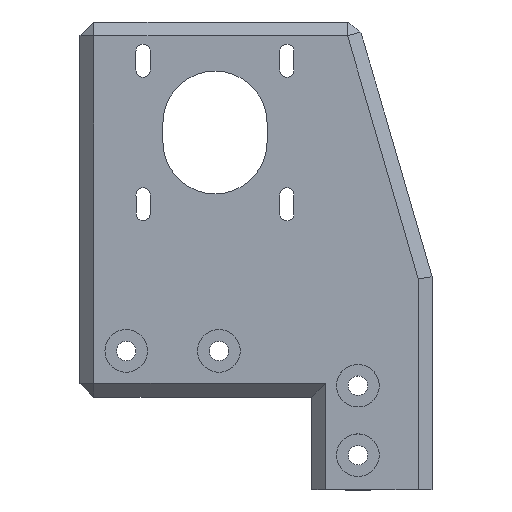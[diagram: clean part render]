
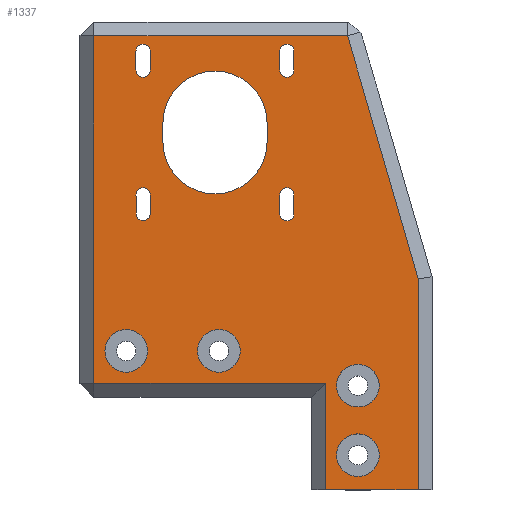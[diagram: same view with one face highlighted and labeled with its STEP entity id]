
A CAD part, top view. The second image highlights one B-rep face of the part: STEP entity #1337.
In plain terms, the highlighted planar face has unit normal (0, 0, 1).
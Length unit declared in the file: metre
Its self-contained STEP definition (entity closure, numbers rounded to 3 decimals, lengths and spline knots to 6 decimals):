
#20=CIRCLE('',#1393,0.00155);
#22=CIRCLE('',#1397,0.00155);
#24=CIRCLE('',#1401,0.00155);
#26=CIRCLE('',#1404,0.01125);
#28=CIRCLE('',#1408,0.01125);
#30=CIRCLE('',#1411,0.00155);
#32=CIRCLE('',#1415,0.00155);
#34=CIRCLE('',#1418,0.00155);
#36=CIRCLE('',#1422,0.00155);
#38=CIRCLE('',#1425,0.00155);
#50=CIRCLE('',#1456,0.0046);
#51=CIRCLE('',#1457,0.0046);
#52=CIRCLE('',#1458,0.0046);
#53=CIRCLE('',#1459,0.0046);
#243=ORIENTED_EDGE('',*,*,#571,.T.);
#244=ORIENTED_EDGE('',*,*,#572,.T.);
#245=ORIENTED_EDGE('',*,*,#573,.T.);
#246=ORIENTED_EDGE('',*,*,#574,.T.);
#247=ORIENTED_EDGE('',*,*,#554,.F.);
#248=ORIENTED_EDGE('',*,*,#575,.F.);
#249=ORIENTED_EDGE('',*,*,#576,.F.);
#250=ORIENTED_EDGE('',*,*,#577,.F.);
#251=ORIENTED_EDGE('',*,*,#578,.F.);
#252=ORIENTED_EDGE('',*,*,#579,.F.);
#253=ORIENTED_EDGE('',*,*,#580,.F.);
#254=ORIENTED_EDGE('',*,*,#483,.T.);
#255=ORIENTED_EDGE('',*,*,#500,.T.);
#256=ORIENTED_EDGE('',*,*,#489,.T.);
#257=ORIENTED_EDGE('',*,*,#487,.F.);
#258=ORIENTED_EDGE('',*,*,#473,.T.);
#259=ORIENTED_EDGE('',*,*,#498,.T.);
#260=ORIENTED_EDGE('',*,*,#479,.T.);
#261=ORIENTED_EDGE('',*,*,#477,.F.);
#262=ORIENTED_EDGE('',*,*,#463,.T.);
#263=ORIENTED_EDGE('',*,*,#496,.T.);
#264=ORIENTED_EDGE('',*,*,#469,.T.);
#265=ORIENTED_EDGE('',*,*,#467,.F.);
#266=ORIENTED_EDGE('',*,*,#453,.T.);
#267=ORIENTED_EDGE('',*,*,#495,.F.);
#268=ORIENTED_EDGE('',*,*,#459,.T.);
#269=ORIENTED_EDGE('',*,*,#457,.F.);
#270=ORIENTED_EDGE('',*,*,#443,.T.);
#271=ORIENTED_EDGE('',*,*,#492,.T.);
#272=ORIENTED_EDGE('',*,*,#450,.F.);
#273=ORIENTED_EDGE('',*,*,#446,.T.);
#443=EDGE_CURVE('',#625,#623,#747,.T.);
#446=EDGE_CURVE('',#627,#625,#20,.T.);
#450=EDGE_CURVE('',#627,#630,#752,.T.);
#453=EDGE_CURVE('',#633,#631,#22,.T.);
#457=EDGE_CURVE('',#633,#636,#757,.T.);
#459=EDGE_CURVE('',#637,#636,#24,.T.);
#463=EDGE_CURVE('',#641,#639,#26,.T.);
#467=EDGE_CURVE('',#641,#644,#763,.T.);
#469=EDGE_CURVE('',#645,#644,#28,.T.);
#473=EDGE_CURVE('',#649,#647,#30,.T.);
#477=EDGE_CURVE('',#649,#652,#769,.T.);
#479=EDGE_CURVE('',#653,#652,#32,.T.);
#483=EDGE_CURVE('',#657,#655,#34,.T.);
#487=EDGE_CURVE('',#657,#660,#775,.T.);
#489=EDGE_CURVE('',#661,#660,#36,.T.);
#492=EDGE_CURVE('',#623,#630,#38,.T.);
#495=EDGE_CURVE('',#637,#631,#779,.T.);
#496=EDGE_CURVE('',#639,#645,#780,.T.);
#498=EDGE_CURVE('',#647,#653,#782,.T.);
#500=EDGE_CURVE('',#655,#661,#784,.T.);
#554=EDGE_CURVE('',#711,#712,#828,.T.);
#571=EDGE_CURVE('',#722,#722,#50,.T.);
#572=EDGE_CURVE('',#723,#723,#51,.T.);
#573=EDGE_CURVE('',#724,#724,#52,.T.);
#574=EDGE_CURVE('',#725,#725,#53,.T.);
#575=EDGE_CURVE('',#726,#711,#845,.T.);
#576=EDGE_CURVE('',#727,#726,#846,.T.);
#577=EDGE_CURVE('',#728,#727,#847,.T.);
#578=EDGE_CURVE('',#729,#728,#848,.T.);
#579=EDGE_CURVE('',#730,#729,#849,.T.);
#580=EDGE_CURVE('',#712,#730,#850,.T.);
#623=VERTEX_POINT('',#1882);
#625=VERTEX_POINT('',#1885);
#627=VERTEX_POINT('',#1891);
#630=VERTEX_POINT('',#1899);
#631=VERTEX_POINT('',#1903);
#633=VERTEX_POINT('',#1906);
#636=VERTEX_POINT('',#1914);
#637=VERTEX_POINT('',#1918);
#639=VERTEX_POINT('',#1924);
#641=VERTEX_POINT('',#1927);
#644=VERTEX_POINT('',#1935);
#645=VERTEX_POINT('',#1939);
#647=VERTEX_POINT('',#1945);
#649=VERTEX_POINT('',#1948);
#652=VERTEX_POINT('',#1956);
#653=VERTEX_POINT('',#1960);
#655=VERTEX_POINT('',#1966);
#657=VERTEX_POINT('',#1969);
#660=VERTEX_POINT('',#1977);
#661=VERTEX_POINT('',#1981);
#711=VERTEX_POINT('',#2110);
#712=VERTEX_POINT('',#2112);
#722=VERTEX_POINT('',#2144);
#723=VERTEX_POINT('',#2146);
#724=VERTEX_POINT('',#2148);
#725=VERTEX_POINT('',#2150);
#726=VERTEX_POINT('',#2152);
#727=VERTEX_POINT('',#2154);
#728=VERTEX_POINT('',#2156);
#729=VERTEX_POINT('',#2158);
#730=VERTEX_POINT('',#2160);
#747=LINE('',#1884,#888);
#752=LINE('',#1898,#893);
#757=LINE('',#1913,#898);
#763=LINE('',#1934,#904);
#769=LINE('',#1955,#910);
#775=LINE('',#1976,#916);
#779=LINE('',#1990,#920);
#780=LINE('',#1992,#921);
#782=LINE('',#1995,#923);
#784=LINE('',#1998,#925);
#828=LINE('',#2111,#969);
#845=LINE('',#2151,#986);
#846=LINE('',#2153,#987);
#847=LINE('',#2155,#988);
#848=LINE('',#2157,#989);
#849=LINE('',#2159,#990);
#850=LINE('',#2161,#991);
#888=VECTOR('',#1511,1.);
#893=VECTOR('',#1524,1.);
#898=VECTOR('',#1537,1.);
#904=VECTOR('',#1557,1.);
#910=VECTOR('',#1577,1.);
#916=VECTOR('',#1597,1.);
#920=VECTOR('',#1615,1.);
#921=VECTOR('',#1618,1.);
#923=VECTOR('',#1622,1.);
#925=VECTOR('',#1626,1.);
#969=VECTOR('',#1710,1.);
#986=VECTOR('',#1745,1.);
#987=VECTOR('',#1746,1.);
#988=VECTOR('',#1747,1.);
#989=VECTOR('',#1748,1.);
#990=VECTOR('',#1749,1.);
#991=VECTOR('',#1750,1.);
#1067=EDGE_LOOP('',(#243));
#1068=EDGE_LOOP('',(#244));
#1069=EDGE_LOOP('',(#245));
#1070=EDGE_LOOP('',(#246));
#1071=EDGE_LOOP('',(#247,#248,#249,#250,#251,#252,#253));
#1072=EDGE_LOOP('',(#254,#255,#256,#257));
#1073=EDGE_LOOP('',(#258,#259,#260,#261));
#1074=EDGE_LOOP('',(#262,#263,#264,#265));
#1075=EDGE_LOOP('',(#266,#267,#268,#269));
#1076=EDGE_LOOP('',(#270,#271,#272,#273));
#1177=FACE_BOUND('',#1067,.T.);
#1178=FACE_BOUND('',#1068,.T.);
#1179=FACE_BOUND('',#1069,.T.);
#1180=FACE_BOUND('',#1070,.T.);
#1181=FACE_BOUND('',#1071,.T.);
#1182=FACE_BOUND('',#1072,.T.);
#1183=FACE_BOUND('',#1073,.T.);
#1184=FACE_BOUND('',#1074,.T.);
#1185=FACE_BOUND('',#1075,.T.);
#1186=FACE_BOUND('',#1076,.T.);
#1267=PLANE('',#1455);
#1337=ADVANCED_FACE('',(#1177,#1178,#1179,#1180,#1181,#1182,#1183,#1184,
#1185,#1186),#1267,.T.);
#1393=AXIS2_PLACEMENT_3D('',#1890,#1516,#1517);
#1397=AXIS2_PLACEMENT_3D('',#1905,#1529,#1530);
#1401=AXIS2_PLACEMENT_3D('',#1917,#1541,#1542);
#1404=AXIS2_PLACEMENT_3D('',#1926,#1549,#1550);
#1408=AXIS2_PLACEMENT_3D('',#1938,#1561,#1562);
#1411=AXIS2_PLACEMENT_3D('',#1947,#1569,#1570);
#1415=AXIS2_PLACEMENT_3D('',#1959,#1581,#1582);
#1418=AXIS2_PLACEMENT_3D('',#1968,#1589,#1590);
#1422=AXIS2_PLACEMENT_3D('',#1980,#1601,#1602);
#1425=AXIS2_PLACEMENT_3D('',#1986,#1608,#1609);
#1455=AXIS2_PLACEMENT_3D('',#2142,#1735,#1736);
#1456=AXIS2_PLACEMENT_3D('',#2143,#1737,#1738);
#1457=AXIS2_PLACEMENT_3D('',#2145,#1739,#1740);
#1458=AXIS2_PLACEMENT_3D('',#2147,#1741,#1742);
#1459=AXIS2_PLACEMENT_3D('',#2149,#1743,#1744);
#1511=DIRECTION('',(0.,1.,0.));
#1516=DIRECTION('',(0.,0.,-1.));
#1517=DIRECTION('',(-1.,0.,0.));
#1524=DIRECTION('',(0.,1.,0.));
#1529=DIRECTION('',(0.,0.,-1.));
#1530=DIRECTION('',(-1.,0.,0.));
#1537=DIRECTION('',(0.,1.,0.));
#1541=DIRECTION('',(0.,0.,-1.));
#1542=DIRECTION('',(-1.,0.,0.));
#1549=DIRECTION('',(0.,0.,-1.));
#1550=DIRECTION('',(-1.,0.,0.));
#1557=DIRECTION('',(0.,1.,0.));
#1561=DIRECTION('',(0.,0.,-1.));
#1562=DIRECTION('',(-1.,0.,0.));
#1569=DIRECTION('',(0.,0.,-1.));
#1570=DIRECTION('',(-1.,0.,0.));
#1577=DIRECTION('',(0.,1.,0.));
#1581=DIRECTION('',(0.,0.,-1.));
#1582=DIRECTION('',(-1.,0.,0.));
#1589=DIRECTION('',(0.,0.,-1.));
#1590=DIRECTION('',(-1.,0.,0.));
#1597=DIRECTION('',(0.,-1.,0.));
#1601=DIRECTION('',(0.,0.,-1.));
#1602=DIRECTION('',(-1.,0.,0.));
#1608=DIRECTION('',(0.,0.,-1.));
#1609=DIRECTION('',(-1.,0.,0.));
#1615=DIRECTION('',(0.002,-1.,0.));
#1618=DIRECTION('',(0.,1.,0.));
#1622=DIRECTION('',(0.,1.,0.));
#1626=DIRECTION('',(0.,-1.,0.));
#1710=DIRECTION('',(-1.,0.,0.));
#1735=DIRECTION('',(0.,0.,1.));
#1736=DIRECTION('',(-1.,0.,0.));
#1737=DIRECTION('',(0.,0.,-1.));
#1738=DIRECTION('',(-1.,0.,0.));
#1739=DIRECTION('',(0.,0.,-1.));
#1740=DIRECTION('',(-1.,0.,0.));
#1741=DIRECTION('',(0.,0.,-1.));
#1742=DIRECTION('',(-1.,0.,0.));
#1743=DIRECTION('',(0.,0.,-1.));
#1744=DIRECTION('',(-1.,0.,0.));
#1745=DIRECTION('',(0.,-1.,0.));
#1746=DIRECTION('',(0.279,-0.96,0.));
#1747=DIRECTION('',(1.,0.,0.));
#1748=DIRECTION('',(0.,1.,0.));
#1749=DIRECTION('',(-1.,0.,0.));
#1750=DIRECTION('',(0.,1.,0.));
#1882=CARTESIAN_POINT('',(0.0931,0.04365,0.0075));
#1884=CARTESIAN_POINT('',(0.0931,0.04165,0.0075));
#1885=CARTESIAN_POINT('',(0.0931,0.03965,0.0075));
#1890=CARTESIAN_POINT('',(0.09465,0.03965,0.0075));
#1891=CARTESIAN_POINT('',(0.0962,0.03965,0.0075));
#1898=CARTESIAN_POINT('',(0.0962,0.04165,0.0075));
#1899=CARTESIAN_POINT('',(0.0962,0.04365,0.0075));
#1903=CARTESIAN_POINT('',(0.062108,0.039808,0.0075));
#1905=CARTESIAN_POINT('',(0.06365,0.03965,0.0075));
#1906=CARTESIAN_POINT('',(0.0652,0.03965,0.0075));
#1913=CARTESIAN_POINT('',(0.0652,0.04165,0.0075));
#1914=CARTESIAN_POINT('',(0.0652,0.04365,0.0075));
#1917=CARTESIAN_POINT('',(0.06365,0.043648,0.0075));
#1918=CARTESIAN_POINT('',(0.0621,0.043647,0.0075));
#1924=CARTESIAN_POINT('',(0.0679,0.05515,0.0075));
#1926=CARTESIAN_POINT('',(0.07915,0.05515,0.0075));
#1927=CARTESIAN_POINT('',(0.0904,0.05515,0.0075));
#1934=CARTESIAN_POINT('',(0.0904,0.05715,0.0075));
#1935=CARTESIAN_POINT('',(0.0904,0.05915,0.0075));
#1938=CARTESIAN_POINT('',(0.07915,0.05915,0.0075));
#1939=CARTESIAN_POINT('',(0.0679,0.05915,0.0075));
#1945=CARTESIAN_POINT('',(0.0621,0.07065,0.0075));
#1947=CARTESIAN_POINT('',(0.06365,0.07065,0.0075));
#1948=CARTESIAN_POINT('',(0.0652,0.07065,0.0075));
#1955=CARTESIAN_POINT('',(0.0652,0.07265,0.0075));
#1956=CARTESIAN_POINT('',(0.0652,0.07465,0.0075));
#1959=CARTESIAN_POINT('',(0.06365,0.07465,0.0075));
#1960=CARTESIAN_POINT('',(0.0621,0.07465,0.0075));
#1966=CARTESIAN_POINT('',(0.0962,0.07465,0.0075));
#1968=CARTESIAN_POINT('',(0.09465,0.07465,0.0075));
#1969=CARTESIAN_POINT('',(0.0931,0.07465,0.0075));
#1976=CARTESIAN_POINT('',(0.0931,0.07265,0.0075));
#1977=CARTESIAN_POINT('',(0.0931,0.07065,0.0075));
#1980=CARTESIAN_POINT('',(0.09465,0.07065,0.0075));
#1981=CARTESIAN_POINT('',(0.0962,0.07065,0.0075));
#1986=CARTESIAN_POINT('',(0.09465,0.04365,0.0075));
#1990=CARTESIAN_POINT('',(0.062104,0.041727,0.0075));
#1992=CARTESIAN_POINT('',(0.0679,0.05715,0.0075));
#1995=CARTESIAN_POINT('',(0.0621,0.07265,0.0075));
#1998=CARTESIAN_POINT('',(0.0962,0.07265,0.0075));
#2110=CARTESIAN_POINT('',(0.123,-0.02,0.0075));
#2111=CARTESIAN_POINT('',(0.113,-0.02,0.0075));
#2112=CARTESIAN_POINT('',(0.103,-0.02,0.0075));
#2142=CARTESIAN_POINT('',(0.088,0.0305,0.0075));
#2143=CARTESIAN_POINT('',(0.11,-0.0125,0.0075));
#2144=CARTESIAN_POINT('',(0.1054,-0.0125,0.0075));
#2145=CARTESIAN_POINT('',(0.11,0.0025,0.0075));
#2146=CARTESIAN_POINT('',(0.1054,0.0025,0.0075));
#2147=CARTESIAN_POINT('',(0.08,0.01,0.0075));
#2148=CARTESIAN_POINT('',(0.0754,0.01,0.0075));
#2149=CARTESIAN_POINT('',(0.06,0.01,0.0075));
#2150=CARTESIAN_POINT('',(0.0554,0.01,0.0075));
#2151=CARTESIAN_POINT('',(0.123,-0.02,0.0075));
#2152=CARTESIAN_POINT('',(0.123,0.025573,0.0075));
#2153=CARTESIAN_POINT('',(0.118957,0.039492,0.0075));
#2154=CARTESIAN_POINT('',(0.107771,0.078,0.0075));
#2155=CARTESIAN_POINT('',(0.110024,0.078,0.0075));
#2156=CARTESIAN_POINT('',(0.053,0.078,0.0075));
#2157=CARTESIAN_POINT('',(0.053,0.081,0.0075));
#2158=CARTESIAN_POINT('',(0.053,0.003,0.0075));
#2159=CARTESIAN_POINT('',(0.05,0.003,0.0075));
#2160=CARTESIAN_POINT('',(0.103,0.003,0.0075));
#2161=CARTESIAN_POINT('',(0.103,0.,0.0075));
